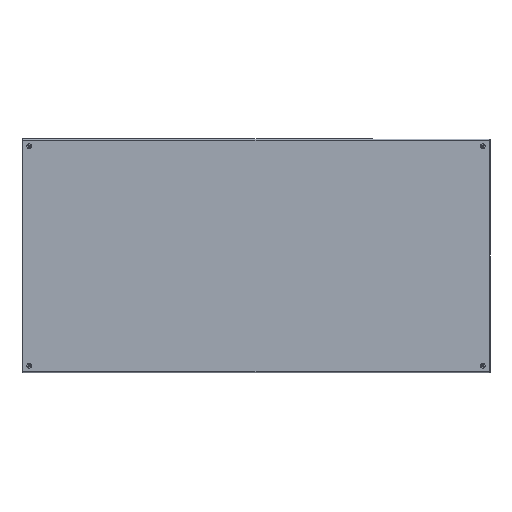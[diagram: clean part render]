
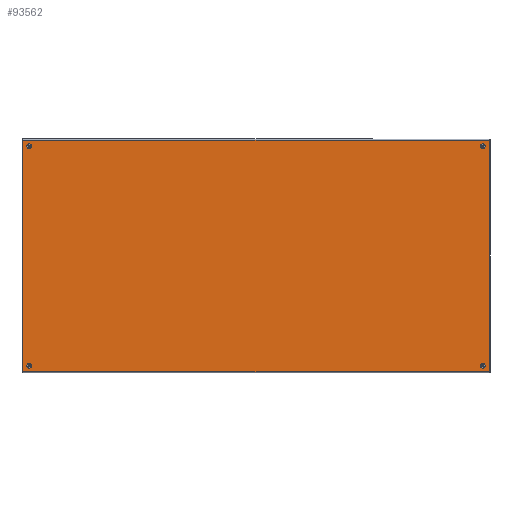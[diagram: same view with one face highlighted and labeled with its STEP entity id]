
A CAD part, left-side view. The second image highlights one B-rep face of the part: STEP entity #93562.
In plain terms, the highlighted face is planar.
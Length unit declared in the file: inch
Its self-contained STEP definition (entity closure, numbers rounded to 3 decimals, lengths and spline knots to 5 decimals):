
#1523 = EDGE_CURVE ( 'NONE', #26449, #91331, #3948, .T. ) ;
#1882 = ORIENTED_EDGE ( 'NONE', *, *, #91685, .T. ) ;
#3948 = LINE ( 'NONE', #69850, #81210 ) ;
#4078 = EDGE_CURVE ( 'NONE', #95725, #37136, #89147, .T. ) ;
#4503 = DIRECTION ( 'NONE',  ( 0., -1., 0. ) ) ;
#5499 = AXIS2_PLACEMENT_3D ( 'NONE', #37796, #4503, #45577 ) ;
#8407 = CIRCLE ( 'NONE', #96495, 0.25 ) ;
#8797 = CARTESIAN_POINT ( 'NONE',  ( -11.892, 0., -23.928 ) ) ;
#9266 = CARTESIAN_POINT ( 'NONE',  ( -11.5, 0., 23.25 ) ) ;
#11261 = ORIENTED_EDGE ( 'NONE', *, *, #43758, .T. ) ;
#11436 = DIRECTION ( 'NONE',  ( 0., -1., 0. ) ) ;
#11497 = CARTESIAN_POINT ( 'NONE',  ( -11.5, 0., -23.25 ) ) ;
#13220 = CARTESIAN_POINT ( 'NONE',  ( -11.25, 0., 23.25 ) ) ;
#14123 = VERTEX_POINT ( 'NONE', #61376 ) ;
#14860 = CIRCLE ( 'NONE', #25538, 0.25 ) ;
#15621 = PLANE ( 'NONE',  #76216 ) ;
#15751 = CIRCLE ( 'NONE', #24384, 0.25 ) ;
#17593 = AXIS2_PLACEMENT_3D ( 'NONE', #85239, #37083, #93795 ) ;
#19652 = ORIENTED_EDGE ( 'NONE', *, *, #4078, .T. ) ;
#23227 = LINE ( 'NONE', #96023, #100720 ) ;
#23830 = EDGE_LOOP ( 'NONE', ( #52315, #80957 ) ) ;
#24384 = AXIS2_PLACEMENT_3D ( 'NONE', #76277, #11436, #58959 ) ;
#25282 = FACE_BOUND ( 'NONE', #70872, .T. ) ;
#25538 = AXIS2_PLACEMENT_3D ( 'NONE', #28625, #103108, #69714 ) ;
#26449 = VERTEX_POINT ( 'NONE', #64560 ) ;
#26572 = CARTESIAN_POINT ( 'NONE',  ( -11.25, 0., -23.25 ) ) ;
#26630 = EDGE_CURVE ( 'NONE', #103702, #82117, #92459, .T. ) ;
#28625 = CARTESIAN_POINT ( 'NONE',  ( 11.25, 0., -23.25 ) ) ;
#29498 = VECTOR ( 'NONE', #68965, 39.37008 ) ;
#32946 = FACE_BOUND ( 'NONE', #53066, .T. ) ;
#35509 = CARTESIAN_POINT ( 'NONE',  ( -11.892, 0., 23.928 ) ) ;
#37083 = DIRECTION ( 'NONE',  ( 0., -1., 0. ) ) ;
#37136 = VERTEX_POINT ( 'NONE', #35509 ) ;
#37281 = AXIS2_PLACEMENT_3D ( 'NONE', #58220, #96899, #42250 ) ;
#37796 = CARTESIAN_POINT ( 'NONE',  ( -11.25, 0., -23.25 ) ) ;
#38214 = ORIENTED_EDGE ( 'NONE', *, *, #26630, .T. ) ;
#39520 = EDGE_CURVE ( 'NONE', #82117, #103702, #44437, .T. ) ;
#42250 = DIRECTION ( 'NONE',  ( -1., 0., 0. ) ) ;
#43758 = EDGE_CURVE ( 'NONE', #48002, #86047, #8407, .T. ) ;
#44437 = CIRCLE ( 'NONE', #79674, 0.25 ) ;
#45577 = DIRECTION ( 'NONE',  ( -1., 0., 0. ) ) ;
#48002 = VERTEX_POINT ( 'NONE', #9266 ) ;
#51068 = CARTESIAN_POINT ( 'NONE',  ( 11.25, 0., 23.25 ) ) ;
#51301 = CIRCLE ( 'NONE', #17593, 0.25 ) ;
#52253 = DIRECTION ( 'NONE',  ( 0., 0., -1. ) ) ;
#52315 = ORIENTED_EDGE ( 'NONE', *, *, #74642, .T. ) ;
#53066 = EDGE_LOOP ( 'NONE', ( #103145, #77993 ) ) ;
#53768 = CARTESIAN_POINT ( 'NONE',  ( 0., 0., -23.928 ) ) ;
#54024 = DIRECTION ( 'NONE',  ( -1., 0., 0. ) ) ;
#55797 = FACE_BOUND ( 'NONE', #85116, .T. ) ;
#56749 = EDGE_CURVE ( 'NONE', #14123, #90812, #51301, .T. ) ;
#57437 = EDGE_CURVE ( 'NONE', #86047, #48002, #15751, .T. ) ;
#58220 = CARTESIAN_POINT ( 'NONE',  ( 11.25, 0., 23.25 ) ) ;
#58959 = DIRECTION ( 'NONE',  ( -1., 0., 0. ) ) ;
#59751 = ORIENTED_EDGE ( 'NONE', *, *, #57437, .T. ) ;
#61376 = CARTESIAN_POINT ( 'NONE',  ( 11.5, 0., -23.25 ) ) ;
#64483 = DIRECTION ( 'NONE',  ( -1., 0., 0. ) ) ;
#64560 = CARTESIAN_POINT ( 'NONE',  ( 11.892, 0., 23.928 ) ) ;
#65000 = VECTOR ( 'NONE', #102033, 39.37008 ) ;
#65202 = CARTESIAN_POINT ( 'NONE',  ( -11., 0., 23.25 ) ) ;
#66338 = CARTESIAN_POINT ( 'NONE',  ( 11., 0., -23.25 ) ) ;
#67470 = AXIS2_PLACEMENT_3D ( 'NONE', #51068, #82921, #90764 ) ;
#68965 = DIRECTION ( 'NONE',  ( -1., 0., 0. ) ) ;
#69714 = DIRECTION ( 'NONE',  ( -1., 0., 0. ) ) ;
#69850 = CARTESIAN_POINT ( 'NONE',  ( 11.892, 0., 0. ) ) ;
#70838 = CARTESIAN_POINT ( 'NONE',  ( 11.5, 0., 23.25 ) ) ;
#70872 = EDGE_LOOP ( 'NONE', ( #74555, #38214 ) ) ;
#71131 = DIRECTION ( 'NONE',  ( 1., 0., 0. ) ) ;
#72942 = EDGE_CURVE ( 'NONE', #89924, #83645, #78779, .T. ) ;
#74555 = ORIENTED_EDGE ( 'NONE', *, *, #39520, .T. ) ;
#74642 = EDGE_CURVE ( 'NONE', #90812, #14123, #14860, .T. ) ;
#76216 = AXIS2_PLACEMENT_3D ( 'NONE', #88602, #79739, #64483 ) ;
#76277 = CARTESIAN_POINT ( 'NONE',  ( -11.25, 0., 23.25 ) ) ;
#77258 = FACE_BOUND ( 'NONE', #23830, .T. ) ;
#77993 = ORIENTED_EDGE ( 'NONE', *, *, #97933, .T. ) ;
#78779 = CIRCLE ( 'NONE', #67470, 0.25 ) ;
#79674 = AXIS2_PLACEMENT_3D ( 'NONE', #26572, #83654, #83314 ) ;
#79739 = DIRECTION ( 'NONE',  ( 0., 1., 0. ) ) ;
#80957 = ORIENTED_EDGE ( 'NONE', *, *, #56749, .T. ) ;
#81210 = VECTOR ( 'NONE', #52253, 39.37008 ) ;
#82117 = VERTEX_POINT ( 'NONE', #11497 ) ;
#82921 = DIRECTION ( 'NONE',  ( 0., -1., 0. ) ) ;
#83314 = DIRECTION ( 'NONE',  ( -1., 0., 0. ) ) ;
#83645 = VERTEX_POINT ( 'NONE', #70838 ) ;
#83654 = DIRECTION ( 'NONE',  ( 0., -1., 0. ) ) ;
#83944 = CARTESIAN_POINT ( 'NONE',  ( 11.892, 0., -23.928 ) ) ;
#84338 = ORIENTED_EDGE ( 'NONE', *, *, #1523, .T. ) ;
#85116 = EDGE_LOOP ( 'NONE', ( #11261, #59751 ) ) ;
#85239 = CARTESIAN_POINT ( 'NONE',  ( 11.25, 0., -23.25 ) ) ;
#86047 = VERTEX_POINT ( 'NONE', #65202 ) ;
#88602 = CARTESIAN_POINT ( 'NONE',  ( 0., 0., 0. ) ) ;
#88698 = FACE_OUTER_BOUND ( 'NONE', #92883, .T. ) ;
#88701 = ORIENTED_EDGE ( 'NONE', *, *, #104606, .T. ) ;
#89147 = LINE ( 'NONE', #93855, #65000 ) ;
#89924 = VERTEX_POINT ( 'NONE', #104826 ) ;
#90764 = DIRECTION ( 'NONE',  ( -1., 0., 0. ) ) ;
#90812 = VERTEX_POINT ( 'NONE', #66338 ) ;
#91331 = VERTEX_POINT ( 'NONE', #83944 ) ;
#91685 = EDGE_CURVE ( 'NONE', #37136, #26449, #23227, .T. ) ;
#92459 = CIRCLE ( 'NONE', #5499, 0.25 ) ;
#92883 = EDGE_LOOP ( 'NONE', ( #84338, #88701, #19652, #1882 ) ) ;
#93562 = ADVANCED_FACE ( 'NONE', ( #88698, #32946, #77258, #55797, #25282 ), #15621, .T. ) ;
#93719 = DIRECTION ( 'NONE',  ( 0., -1., 0. ) ) ;
#93795 = DIRECTION ( 'NONE',  ( -1., 0., 0. ) ) ;
#93855 = CARTESIAN_POINT ( 'NONE',  ( -11.892, 0., 0. ) ) ;
#95725 = VERTEX_POINT ( 'NONE', #8797 ) ;
#96023 = CARTESIAN_POINT ( 'NONE',  ( 0., 0., 23.928 ) ) ;
#96495 = AXIS2_PLACEMENT_3D ( 'NONE', #13220, #93719, #54024 ) ;
#96899 = DIRECTION ( 'NONE',  ( 0., -1., 0. ) ) ;
#97933 = EDGE_CURVE ( 'NONE', #83645, #89924, #100929, .T. ) ;
#100720 = VECTOR ( 'NONE', #71131, 39.37008 ) ;
#100929 = CIRCLE ( 'NONE', #37281, 0.25 ) ;
#101898 = LINE ( 'NONE', #53768, #29498 ) ;
#102033 = DIRECTION ( 'NONE',  ( 0., 0., 1. ) ) ;
#103108 = DIRECTION ( 'NONE',  ( 0., -1., 0. ) ) ;
#103145 = ORIENTED_EDGE ( 'NONE', *, *, #72942, .T. ) ;
#103702 = VERTEX_POINT ( 'NONE', #104372 ) ;
#104372 = CARTESIAN_POINT ( 'NONE',  ( -11., 0., -23.25 ) ) ;
#104606 = EDGE_CURVE ( 'NONE', #91331, #95725, #101898, .T. ) ;
#104826 = CARTESIAN_POINT ( 'NONE',  ( 11., 0., 23.25 ) ) ;
